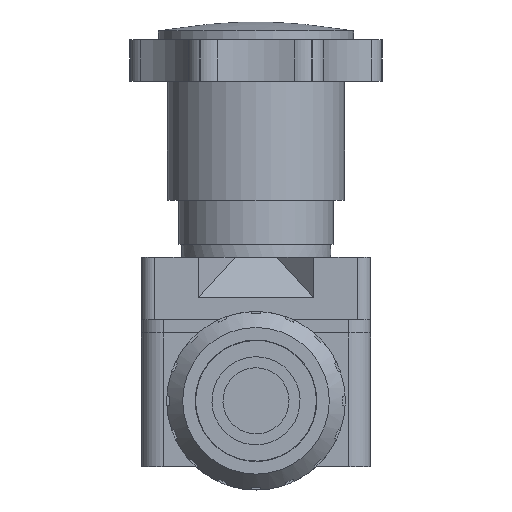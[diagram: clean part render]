
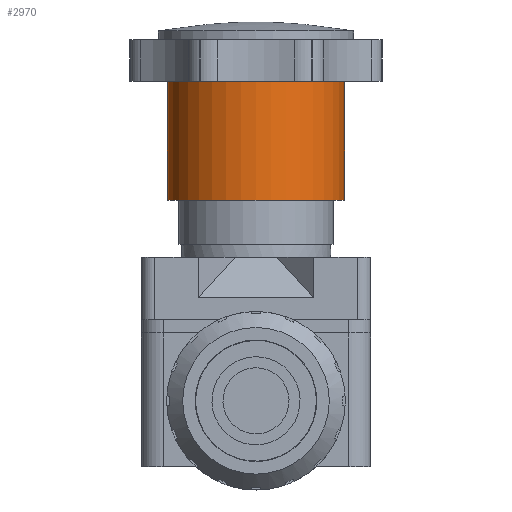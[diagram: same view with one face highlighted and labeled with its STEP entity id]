
A CAD part, left-side view. The second image highlights one B-rep face of the part: STEP entity #2970.
In plain terms, the highlighted cylindrical face has radius 20.1 mm (diameter 40.2 mm), a full revolution.
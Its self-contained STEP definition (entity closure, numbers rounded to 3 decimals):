
#88=FACE_BOUND($,#480,.T.);
#208=CYLINDRICAL_SURFACE($,#3189,20.1);
#301=FACE_OUTER_BOUND($,#479,.T.);
#479=EDGE_LOOP($,(#2115));
#480=EDGE_LOOP($,(#2116));
#672=CIRCLE($,#3190,20.1);
#673=CIRCLE($,#3191,20.1);
#1299=VERTEX_POINT($,#4628);
#1300=VERTEX_POINT($,#4630);
#1616=EDGE_CURVE($,#1299,#1299,#672,.T.);
#1617=EDGE_CURVE($,#1300,#1300,#673,.T.);
#2115=ORIENTED_EDGE($,*,*,#1616,.T.);
#2116=ORIENTED_EDGE($,*,*,#1617,.F.);
#2970=ADVANCED_FACE($,(#301,#88),#208,.T.);
#3189=AXIS2_PLACEMENT_3D($,#4627,#3666,#3667);
#3190=AXIS2_PLACEMENT_3D($,#4629,#3668,#3669);
#3191=AXIS2_PLACEMENT_3D($,#4631,#3670,#3671);
#3666=DIRECTION('center_axis',(0.,0.,1.));
#3667=DIRECTION('ref_axis',(0.,-1.,0.));
#3668=DIRECTION('center_axis',(0.,0.,1.));
#3669=DIRECTION('ref_axis',(0.,-1.,0.));
#3670=DIRECTION('center_axis',(0.,0.,1.));
#3671=DIRECTION('ref_axis',(0.,-1.,0.));
#4627=CARTESIAN_POINT('Origin',(0.025,0.,45.5));
#4628=CARTESIAN_POINT('',(0.025,20.1,45.5));
#4629=CARTESIAN_POINT('Origin',(0.025,0.,45.5));
#4630=CARTESIAN_POINT('',(0.025,20.1,72.5));
#4631=CARTESIAN_POINT('Origin',(0.025,0.,72.5));
